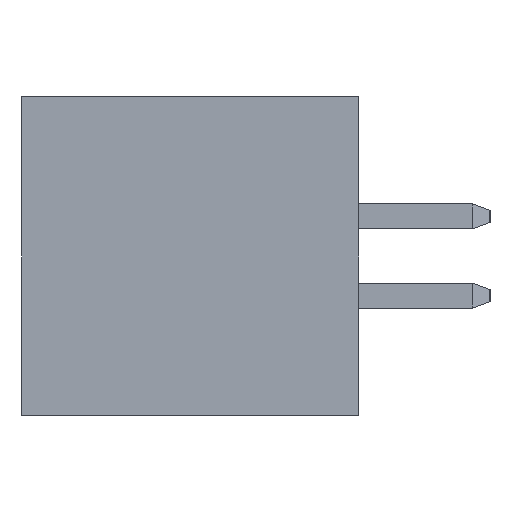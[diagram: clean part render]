
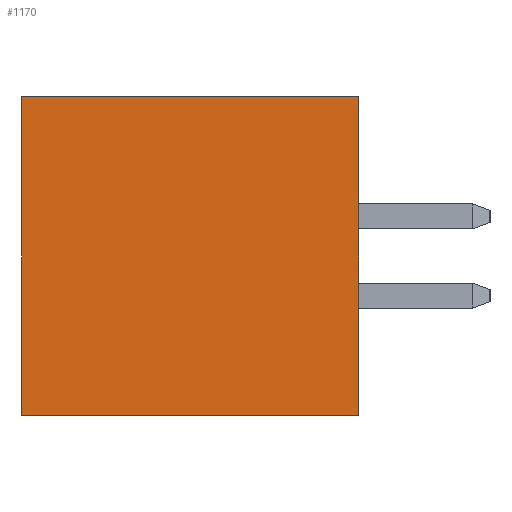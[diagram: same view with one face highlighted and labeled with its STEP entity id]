
A CAD part, left-side view. The second image highlights one B-rep face of the part: STEP entity #1170.
In plain terms, the highlighted planar face has unit normal (-1, 0, 0).
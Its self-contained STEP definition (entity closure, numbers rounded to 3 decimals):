
#169 = ORIENTED_EDGE ( 'NONE', *, *, #1773, .T. ) ;
#379 = VERTEX_POINT ( 'NONE', #5274 ) ;
#435 = VECTOR ( 'NONE', #3155, 1000. ) ;
#532 = LINE ( 'NONE', #1040, #3218 ) ;
#1040 = CARTESIAN_POINT ( 'NONE',  ( -11.405, 0., 2.55 ) ) ;
#1081 = DIRECTION ( 'NONE',  ( 0., 0., -1. ) ) ;
#1152 = CARTESIAN_POINT ( 'NONE',  ( -11.405, 5.4, 2.55 ) ) ;
#1170 = ADVANCED_FACE ( 'NONE', ( #6266 ), #4678, .F. ) ;
#1602 = CARTESIAN_POINT ( 'NONE',  ( -11.405, 0., -2.55 ) ) ;
#1773 = EDGE_CURVE ( 'NONE', #6258, #379, #532, .T. ) ;
#2240 = CARTESIAN_POINT ( 'NONE',  ( -11.405, 5.4, -2.55 ) ) ;
#2372 = VECTOR ( 'NONE', #4249, 1000. ) ;
#2394 = ORIENTED_EDGE ( 'NONE', *, *, #4498, .T. ) ;
#2688 = AXIS2_PLACEMENT_3D ( 'NONE', #1152, #6295, #1081 ) ;
#2828 = LINE ( 'NONE', #3267, #2372 ) ;
#3068 = VECTOR ( 'NONE', #6472, 1000. ) ;
#3155 = DIRECTION ( 'NONE',  ( 0., -1., 0. ) ) ;
#3218 = VECTOR ( 'NONE', #5081, 1000. ) ;
#3267 = CARTESIAN_POINT ( 'NONE',  ( -11.405, 5.4, 2.55 ) ) ;
#3649 = EDGE_CURVE ( 'NONE', #6254, #379, #4954, .T. ) ;
#3883 = CARTESIAN_POINT ( 'NONE',  ( -11.405, 5.4, 2.55 ) ) ;
#3953 = EDGE_CURVE ( 'NONE', #4438, #6254, #2828, .T. ) ;
#4215 = ORIENTED_EDGE ( 'NONE', *, *, #3649, .F. ) ;
#4249 = DIRECTION ( 'NONE',  ( 0., 0., 1. ) ) ;
#4355 = CARTESIAN_POINT ( 'NONE',  ( -11.405, 5.4, 2.55 ) ) ;
#4438 = VERTEX_POINT ( 'NONE', #2240 ) ;
#4498 = EDGE_CURVE ( 'NONE', #4438, #6258, #6192, .T. ) ;
#4678 = PLANE ( 'NONE',  #2688 ) ;
#4901 = ORIENTED_EDGE ( 'NONE', *, *, #3953, .F. ) ;
#4954 = LINE ( 'NONE', #3883, #3068 ) ;
#5081 = DIRECTION ( 'NONE',  ( 0., 0., 1. ) ) ;
#5274 = CARTESIAN_POINT ( 'NONE',  ( -11.405, 0., 2.55 ) ) ;
#5698 = CARTESIAN_POINT ( 'NONE',  ( -11.405, 5.4, -2.55 ) ) ;
#6192 = LINE ( 'NONE', #5698, #435 ) ;
#6202 = EDGE_LOOP ( 'NONE', ( #169, #4215, #4901, #2394 ) ) ;
#6254 = VERTEX_POINT ( 'NONE', #4355 ) ;
#6258 = VERTEX_POINT ( 'NONE', #1602 ) ;
#6266 = FACE_OUTER_BOUND ( 'NONE', #6202, .T. ) ;
#6295 = DIRECTION ( 'NONE',  ( 1., 0., 0. ) ) ;
#6472 = DIRECTION ( 'NONE',  ( 0., -1., 0. ) ) ;
